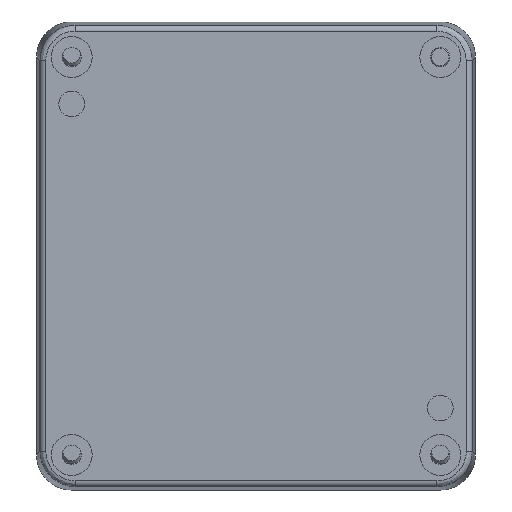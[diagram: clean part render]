
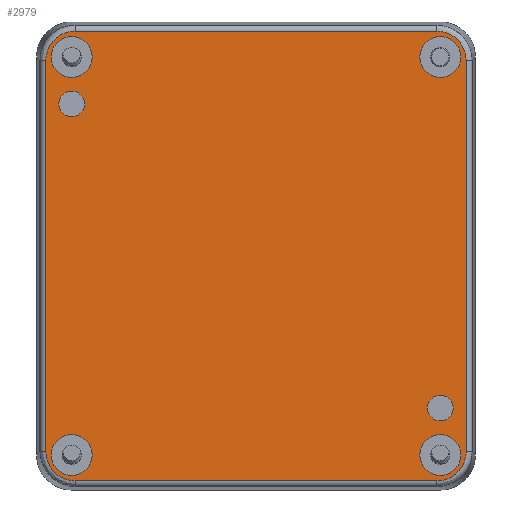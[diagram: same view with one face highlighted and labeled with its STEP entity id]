
A CAD part, front view. The second image highlights one B-rep face of the part: STEP entity #2979.
In plain terms, the highlighted planar face has unit normal (0, -1, 0).
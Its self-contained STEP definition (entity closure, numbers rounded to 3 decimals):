
#43=CARTESIAN_POINT('',(-31.5,0.,26.));
#44=DIRECTION('',(0.,-1.,0.));
#45=DIRECTION('',(1.,0.,0.));
#46=AXIS2_PLACEMENT_3D('',#43,#44,#45);
#52=CARTESIAN_POINT('',(-31.5,0.,26.));
#53=DIRECTION('',(0.,-1.,0.));
#54=DIRECTION('',(-1.,0.,0.));
#55=AXIS2_PLACEMENT_3D('',#52,#53,#54);
#60=CARTESIAN_POINT('',(31.5,0.,-26.));
#61=DIRECTION('',(0.,-1.,0.));
#62=DIRECTION('',(-1.,0.,0.));
#63=AXIS2_PLACEMENT_3D('',#60,#61,#62);
#68=CARTESIAN_POINT('',(31.5,0.,-26.));
#69=DIRECTION('',(0.,-1.,0.));
#70=DIRECTION('',(1.,0.,0.));
#71=AXIS2_PLACEMENT_3D('',#68,#69,#70);
#76=CARTESIAN_POINT('',(-31.5,0.,34.));
#77=DIRECTION('',(0.,-1.,0.));
#78=DIRECTION('',(0.,0.,1.));
#79=AXIS2_PLACEMENT_3D('',#76,#77,#78);
#84=CARTESIAN_POINT('',(-31.5,0.,34.));
#85=DIRECTION('',(0.,-1.,0.));
#86=DIRECTION('',(0.,0.,-1.));
#87=AXIS2_PLACEMENT_3D('',#84,#85,#86);
#92=CARTESIAN_POINT('',(-31.5,0.,-34.));
#93=DIRECTION('',(0.,-1.,0.));
#94=DIRECTION('',(0.,0.,1.));
#95=AXIS2_PLACEMENT_3D('',#92,#93,#94);
#100=CARTESIAN_POINT('',(-31.5,0.,-34.));
#101=DIRECTION('',(0.,-1.,0.));
#102=DIRECTION('',(0.,0.,-1.));
#103=AXIS2_PLACEMENT_3D('',#100,#101,#102);
#108=CARTESIAN_POINT('',(31.5,0.,-34.));
#109=DIRECTION('',(0.,-1.,0.));
#110=DIRECTION('',(0.,0.,1.));
#111=AXIS2_PLACEMENT_3D('',#108,#109,#110);
#116=CARTESIAN_POINT('',(31.5,0.,-34.));
#117=DIRECTION('',(0.,-1.,0.));
#118=DIRECTION('',(0.,0.,-1.));
#119=AXIS2_PLACEMENT_3D('',#116,#117,#118);
#124=CARTESIAN_POINT('',(31.5,0.,34.));
#125=DIRECTION('',(0.,-1.,0.));
#126=DIRECTION('',(0.,0.,1.));
#127=AXIS2_PLACEMENT_3D('',#124,#125,#126);
#132=CARTESIAN_POINT('',(31.5,0.,34.));
#133=DIRECTION('',(0.,-1.,0.));
#134=DIRECTION('',(0.,0.,-1.));
#135=AXIS2_PLACEMENT_3D('',#132,#133,#134);
#140=DIRECTION('',(-1.,0.,0.));
#141=VECTOR('',#140,61.856);
#142=CARTESIAN_POINT('',(30.928,0.,38.427));
#143=LINE('',#142,#141);
#147=CARTESIAN_POINT('',(35.927,0.,33.428));
#148=CARTESIAN_POINT('',(35.927,0.,33.759));
#149=CARTESIAN_POINT('',(35.863,0.,
34.406));
#150=CARTESIAN_POINT('',(35.577,0.,35.354));
#151=CARTESIAN_POINT('',(35.112,0.,
36.223));
#152=CARTESIAN_POINT('',(34.486,0.,36.986));
#153=CARTESIAN_POINT('',(33.723,0.,
37.612));
#154=CARTESIAN_POINT('',(32.853,0.,38.077));
#155=CARTESIAN_POINT('',(31.906,0.,
38.363));
#156=CARTESIAN_POINT('',(31.259,0.,38.427));
#157=CARTESIAN_POINT('',(30.928,0.,38.427));
#162=DIRECTION('',(0.,0.,1.));
#163=VECTOR('',#162,66.856);
#164=CARTESIAN_POINT('',(35.927,0.,
-33.428));
#165=LINE('',#164,#163);
#169=CARTESIAN_POINT('',(30.928,0.,
-38.427));
#170=CARTESIAN_POINT('',(31.259,0.,
-38.427));
#171=CARTESIAN_POINT('',(31.906,0.,
-38.363));
#172=CARTESIAN_POINT('',(32.854,0.,
-38.077));
#173=CARTESIAN_POINT('',(33.723,0.,
-37.612));
#174=CARTESIAN_POINT('',(34.486,0.,
-36.986));
#175=CARTESIAN_POINT('',(35.112,0.,
-36.223));
#176=CARTESIAN_POINT('',(35.577,0.,
-35.353));
#177=CARTESIAN_POINT('',(35.863,0.,
-34.406));
#178=CARTESIAN_POINT('',(35.927,0.,
-33.759));
#179=CARTESIAN_POINT('',(35.927,0.,
-33.428));
#184=DIRECTION('',(1.,0.,0.));
#185=VECTOR('',#184,61.856);
#186=CARTESIAN_POINT('',(-30.928,0.,
-38.427));
#187=LINE('',#186,#185);
#191=CARTESIAN_POINT('',(-35.927,0.,
-33.428));
#192=CARTESIAN_POINT('',(-35.927,0.,
-33.759));
#193=CARTESIAN_POINT('',(-35.863,0.,
-34.406));
#194=CARTESIAN_POINT('',(-35.577,0.,
-35.354));
#195=CARTESIAN_POINT('',(-35.112,0.,
-36.223));
#196=CARTESIAN_POINT('',(-34.486,0.,
-36.986));
#197=CARTESIAN_POINT('',(-33.723,0.,
-37.612));
#198=CARTESIAN_POINT('',(-32.853,0.,
-38.077));
#199=CARTESIAN_POINT('',(-31.906,0.,
-38.363));
#200=CARTESIAN_POINT('',(-31.259,0.,
-38.427));
#201=CARTESIAN_POINT('',(-30.928,0.,
-38.427));
#206=DIRECTION('',(0.,0.,-1.));
#207=VECTOR('',#206,66.856);
#208=CARTESIAN_POINT('',(-35.927,0.,
33.428));
#209=LINE('',#208,#207);
#213=CARTESIAN_POINT('',(-30.928,0.,
38.427));
#214=CARTESIAN_POINT('',(-31.259,0.,
38.427));
#215=CARTESIAN_POINT('',(-31.906,0.,
38.363));
#216=CARTESIAN_POINT('',(-32.854,0.,
38.077));
#217=CARTESIAN_POINT('',(-33.723,0.,
37.612));
#218=CARTESIAN_POINT('',(-34.486,0.,
36.986));
#219=CARTESIAN_POINT('',(-35.112,0.,
36.223));
#220=CARTESIAN_POINT('',(-35.577,0.,
35.353));
#221=CARTESIAN_POINT('',(-35.863,0.,
34.406));
#222=CARTESIAN_POINT('',(-35.927,0.,
33.759));
#223=CARTESIAN_POINT('',(-35.927,0.,
33.428));
#2550=CARTESIAN_POINT('',(-29.3,0.,26.));
#2551=CARTESIAN_POINT('',(-33.7,0.,26.));
#2552=VERTEX_POINT('',#2550);
#2553=VERTEX_POINT('',#2551);
#2558=CARTESIAN_POINT('',(29.3,0.,-26.));
#2559=CARTESIAN_POINT('',(33.7,0.,-26.));
#2560=VERTEX_POINT('',#2558);
#2561=VERTEX_POINT('',#2559);
#2594=CARTESIAN_POINT('',(30.928,0.,
38.427));
#2595=CARTESIAN_POINT('',(-30.928,0.,
38.427));
#2596=VERTEX_POINT('',#2594);
#2597=VERTEX_POINT('',#2595);
#2602=VERTEX_POINT('',#223);
#2604=CARTESIAN_POINT('',(-35.927,0.,
-33.428));
#2605=VERTEX_POINT('',#2604);
#2608=VERTEX_POINT('',#201);
#2610=CARTESIAN_POINT('',(30.928,0.,
-38.427));
#2611=VERTEX_POINT('',#2610);
#2614=VERTEX_POINT('',#179);
#2616=CARTESIAN_POINT('',(35.927,0.,
33.428));
#2617=VERTEX_POINT('',#2616);
#2888=CARTESIAN_POINT('',(-31.5,0.,37.5));
#2889=CARTESIAN_POINT('',(-31.5,0.,30.5));
#2890=VERTEX_POINT('',#2888);
#2891=VERTEX_POINT('',#2889);
#2892=CARTESIAN_POINT('',(-31.5,0.,-30.5));
#2893=CARTESIAN_POINT('',(-31.5,0.,-37.5));
#2894=VERTEX_POINT('',#2892);
#2895=VERTEX_POINT('',#2893);
#2896=CARTESIAN_POINT('',(31.5,0.,-30.5));
#2897=CARTESIAN_POINT('',(31.5,0.,-37.5));
#2898=VERTEX_POINT('',#2896);
#2899=VERTEX_POINT('',#2897);
#2900=CARTESIAN_POINT('',(31.5,0.,37.5));
#2901=CARTESIAN_POINT('',(31.5,0.,30.5));
#2902=VERTEX_POINT('',#2900);
#2903=VERTEX_POINT('',#2901);
#2920=CARTESIAN_POINT('',(0.,0.,0.));
#2921=DIRECTION('',(0.,1.,0.));
#2922=DIRECTION('',(1.,0.,0.));
#2923=AXIS2_PLACEMENT_3D('',#2920,#2921,#2922);
#2924=PLANE('',#2923);
#2926=ORIENTED_EDGE('',*,*,#2925,.F.);
#2928=ORIENTED_EDGE('',*,*,#2927,.F.);
#2930=ORIENTED_EDGE('',*,*,#2929,.F.);
#2932=ORIENTED_EDGE('',*,*,#2931,.F.);
#2934=ORIENTED_EDGE('',*,*,#2933,.F.);
#2936=ORIENTED_EDGE('',*,*,#2935,.F.);
#2938=ORIENTED_EDGE('',*,*,#2937,.F.);
#2940=ORIENTED_EDGE('',*,*,#2939,.F.);
#2941=EDGE_LOOP('',(#2926,#2928,#2930,#2932,#2934,#2936,#2938,#2940));
#2942=FACE_OUTER_BOUND('',#2941,.F.);
#2944=ORIENTED_EDGE('',*,*,#2943,.T.);
#2946=ORIENTED_EDGE('',*,*,#2945,.T.);
#2947=EDGE_LOOP('',(#2944,#2946));
#2948=FACE_BOUND('',#2947,.F.);
#2950=ORIENTED_EDGE('',*,*,#2949,.T.);
#2952=ORIENTED_EDGE('',*,*,#2951,.T.);
#2953=EDGE_LOOP('',(#2950,#2952));
#2954=FACE_BOUND('',#2953,.F.);
#2956=ORIENTED_EDGE('',*,*,#2955,.T.);
#2958=ORIENTED_EDGE('',*,*,#2957,.T.);
#2959=EDGE_LOOP('',(#2956,#2958));
#2960=FACE_BOUND('',#2959,.F.);
#2962=ORIENTED_EDGE('',*,*,#2961,.T.);
#2964=ORIENTED_EDGE('',*,*,#2963,.T.);
#2965=EDGE_LOOP('',(#2962,#2964));
#2966=FACE_BOUND('',#2965,.F.);
#2968=ORIENTED_EDGE('',*,*,#2967,.T.);
#2970=ORIENTED_EDGE('',*,*,#2969,.T.);
#2971=EDGE_LOOP('',(#2968,#2970));
#2972=FACE_BOUND('',#2971,.F.);
#2974=ORIENTED_EDGE('',*,*,#2973,.T.);
#2976=ORIENTED_EDGE('',*,*,#2975,.T.);
#2977=EDGE_LOOP('',(#2974,#2976));
#2978=FACE_BOUND('',#2977,.F.);
#2979=ADVANCED_FACE('',(#2942,#2948,#2954,#2960,#2966,#2972,#2978),#2924,.F.);
#47=CIRCLE('',#46,2.2);
#56=CIRCLE('',#55,2.2);
#64=CIRCLE('',#63,2.2);
#72=CIRCLE('',#71,2.2);
#80=CIRCLE('',#79,3.5);
#88=CIRCLE('',#87,3.5);
#96=CIRCLE('',#95,3.5);
#104=CIRCLE('',#103,3.5);
#112=CIRCLE('',#111,3.5);
#120=CIRCLE('',#119,3.5);
#128=CIRCLE('',#127,3.5);
#136=CIRCLE('',#135,3.5);
#158=B_SPLINE_CURVE_WITH_KNOTS('',3,(#147,#148,#149,#150,#151,#152,#153,#154,
#155,#156,#157),.UNSPECIFIED.,.F.,.F.,(4,1,1,1,1,1,1,1,4),(0.,0.125,0.25,
0.375,0.5,0.625,0.75,0.875,1.),.UNSPECIFIED.);
#180=B_SPLINE_CURVE_WITH_KNOTS('',3,(#169,#170,#171,#172,#173,#174,#175,#176,
#177,#178,#179),.UNSPECIFIED.,.F.,.F.,(4,1,1,1,1,1,1,1,4),(0.,0.125,0.25,
0.375,0.5,0.625,0.75,0.875,1.),.UNSPECIFIED.);
#202=B_SPLINE_CURVE_WITH_KNOTS('',3,(#191,#192,#193,#194,#195,#196,#197,#198,
#199,#200,#201),.UNSPECIFIED.,.F.,.F.,(4,1,1,1,1,1,1,1,4),(0.,0.125,0.25,
0.375,0.5,0.625,0.75,0.875,1.),.UNSPECIFIED.);
#224=B_SPLINE_CURVE_WITH_KNOTS('',3,(#213,#214,#215,#216,#217,#218,#219,#220,
#221,#222,#223),.UNSPECIFIED.,.F.,.F.,(4,1,1,1,1,1,1,1,4),(0.,0.125,0.25,
0.375,0.5,0.625,0.75,0.875,1.),.UNSPECIFIED.);
#2925=EDGE_CURVE('',#2596,#2597,#143,.T.);
#2927=EDGE_CURVE('',#2617,#2596,#158,.T.);
#2929=EDGE_CURVE('',#2614,#2617,#165,.T.);
#2931=EDGE_CURVE('',#2611,#2614,#180,.T.);
#2933=EDGE_CURVE('',#2608,#2611,#187,.T.);
#2935=EDGE_CURVE('',#2605,#2608,#202,.T.);
#2937=EDGE_CURVE('',#2602,#2605,#209,.T.);
#2939=EDGE_CURVE('',#2597,#2602,#224,.T.);
#2943=EDGE_CURVE('',#2552,#2553,#47,.T.);
#2945=EDGE_CURVE('',#2553,#2552,#56,.T.);
#2949=EDGE_CURVE('',#2560,#2561,#64,.T.);
#2951=EDGE_CURVE('',#2561,#2560,#72,.T.);
#2955=EDGE_CURVE('',#2890,#2891,#80,.T.);
#2957=EDGE_CURVE('',#2891,#2890,#88,.T.);
#2961=EDGE_CURVE('',#2894,#2895,#96,.T.);
#2963=EDGE_CURVE('',#2895,#2894,#104,.T.);
#2967=EDGE_CURVE('',#2898,#2899,#112,.T.);
#2969=EDGE_CURVE('',#2899,#2898,#120,.T.);
#2973=EDGE_CURVE('',#2902,#2903,#128,.T.);
#2975=EDGE_CURVE('',#2903,#2902,#136,.T.);
